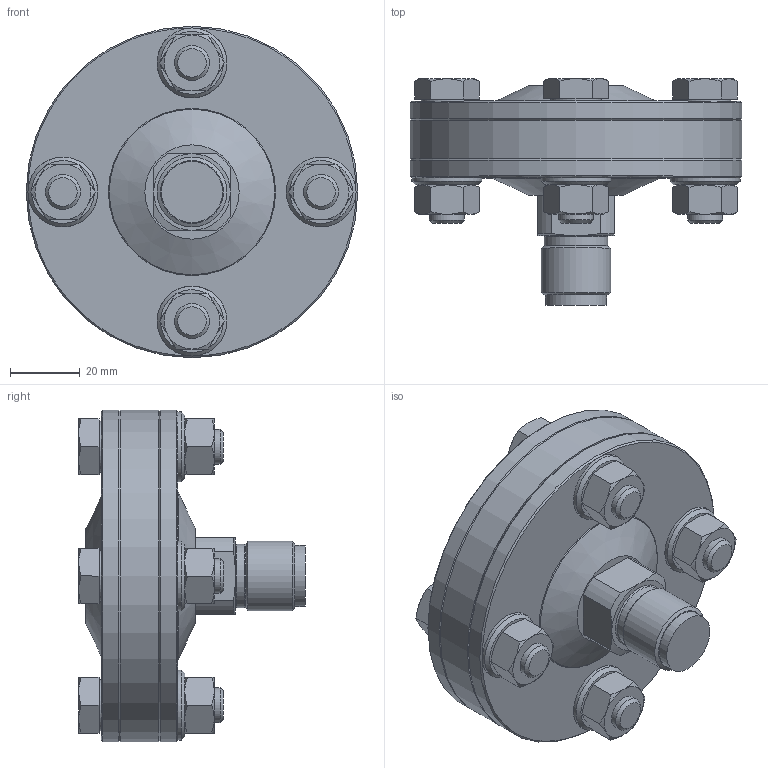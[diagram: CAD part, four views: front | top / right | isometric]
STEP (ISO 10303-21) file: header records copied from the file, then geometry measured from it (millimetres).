
FILE_DESCRIPTION(/* description */ (''),/* implementation_level */ '2;1');
FILE_NAME(/* name */ '31331W.stp',/* time_stamp */ '2018-02-05T10:20:45+01:00',/* author */ ('acgl'),/* organization */ (''),/* preprocessor_version */ 'ST-DEVELOPER v15.6',/* originating_system */ 'Autodesk Inventor 2015',/* authorisation */ '');
FILE_SCHEMA (('AUTOMOTIVE_DESIGN { 1 0 10303 214 3 1 1 }'));
Length unit declared in the file: centimetre
Products named in the file (1): 31331W
Bounding box: 95 x 64.9 x 95 mm (x, y, z)
Volume: 193432.7 mm3; surface area: 27767.4 mm2
Topology: 1 solids, 1 shells, 203 faces, 435 edges, 259 vertices
Faces by surface type: cone 92, plane 83, cylinder 24, torus 4
Full cylindrical faces by diameter (mm): 5.5 x1, 10 x4, 10.1 x1, 14.63 x4, 17.5 x1, 18.2 x1, 20 x5, 95 x3
Entity records: 5295 total; most frequent: CARTESIAN_POINT 1140, DIRECTION 788, ORIENTED_EDGE 768, EDGE_CURVE 384, AXIS2_PLACEMENT_3D 352, EDGE_LOOP 268, VERTEX_POINT 248, STYLED_ITEM 204
